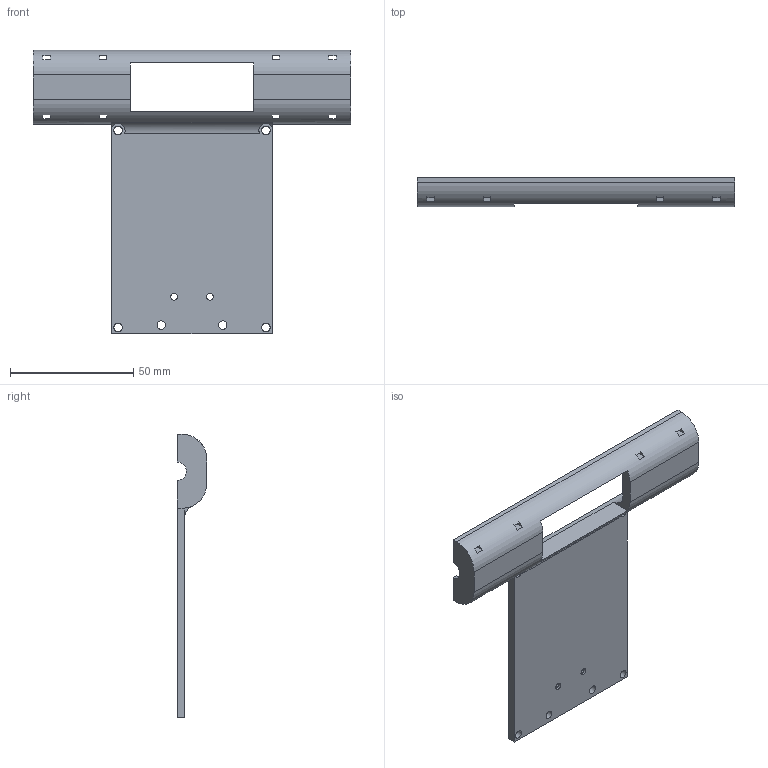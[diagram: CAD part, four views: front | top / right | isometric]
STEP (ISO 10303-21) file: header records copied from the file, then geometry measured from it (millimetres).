
FILE_DESCRIPTION(/* description */ (''),/* implementation_level */ '2;1');
FILE_NAME(/* name */ 'Robot_Chassis_Bottom.step',/* time_stamp */ '2025-06-30T14:14:48Z',/* author */ (''),/* organization */ (''),/* preprocessor_version */ 'ST-DEVELOPER v20.1',/* originating_system */ 'Autodesk Translation Framework v14.10.0.0',/* authorisation */ '');
FILE_SCHEMA (('AUTOMOTIVE_DESIGN { 1 0 10303 214 3 1 1 }'));
Length unit declared in the file: millimetre
Products named in the file (1): Basis 100
Bounding box: 129 x 12 x 115 mm (x, y, z)
Volume: 33560.4 mm3; surface area: 22926.3 mm2
Topology: 1 solids, 1 shells, 85 faces, 246 edges, 164 vertices
Faces by surface type: plane 69, cylinder 16
Full cylindrical faces by diameter (mm): 2.8 x2, 3.4 x6
Entity records: 2941 total; most frequent: CARTESIAN_POINT 542, ORIENTED_EDGE 492, DIRECTION 474, EDGE_CURVE 246, LINE 186, VECTOR 186, VERTEX_POINT 164, AXIS2_PLACEMENT_3D 144
